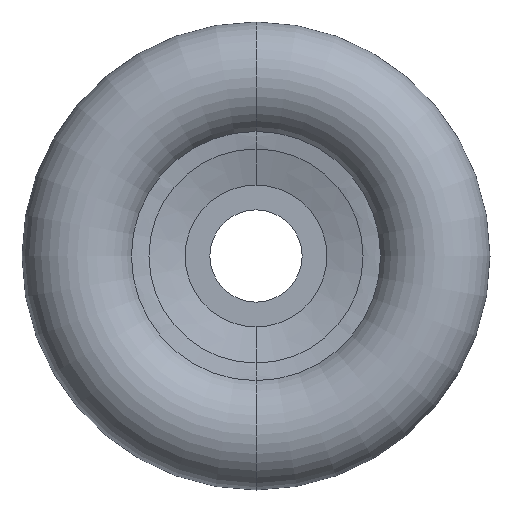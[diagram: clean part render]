
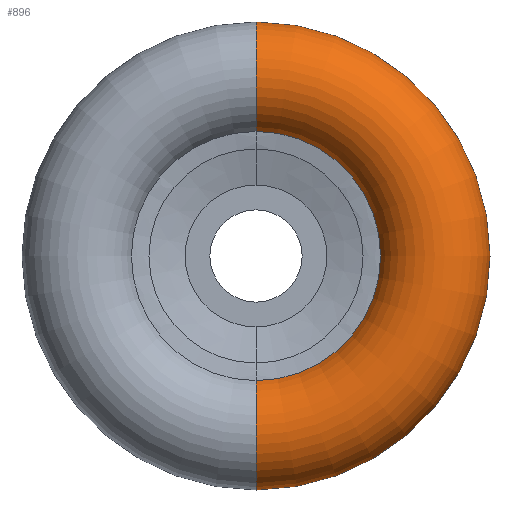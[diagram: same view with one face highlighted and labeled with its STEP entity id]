
A CAD part, front view. The second image highlights one B-rep face of the part: STEP entity #896.
In plain terms, the highlighted toroidal (fillet/blend) face has major radius 25 mm and minor radius 8 mm.
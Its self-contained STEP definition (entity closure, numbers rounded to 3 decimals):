
#35 = DIRECTION ( 'NONE',  ( -1., 0., 0. ) ) ;
#114 = ORIENTED_EDGE ( 'NONE', *, *, #955, .F. ) ;
#171 = VERTEX_POINT ( 'NONE', #280 ) ;
#226 = ORIENTED_EDGE ( 'NONE', *, *, #507, .T. ) ;
#228 = ORIENTED_EDGE ( 'NONE', *, *, #240, .F. ) ;
#232 = AXIS2_PLACEMENT_3D ( 'NONE', #727, #1065, #567 ) ;
#240 = EDGE_CURVE ( 'NONE', #171, #573, #755, .T. ) ;
#276 = CIRCLE ( 'NONE', #338, 30. ) ;
#280 = CARTESIAN_POINT ( 'NONE',  ( -20., -2.964, 17.569 ) ) ;
#315 = DIRECTION ( 'NONE',  ( 0., 0., -1. ) ) ;
#327 = CIRCLE ( 'NONE', #509, 17.569 ) ;
#337 = CIRCLE ( 'NONE', #232, 8. ) ;
#338 = AXIS2_PLACEMENT_3D ( 'NONE', #657, #824, #315 ) ;
#388 = DIRECTION ( 'NONE',  ( 0., 0., 1. ) ) ;
#389 = FACE_OUTER_BOUND ( 'NONE', #882, .T. ) ;
#396 = AXIS2_PLACEMENT_3D ( 'NONE', #502, #592, #686 ) ;
#502 = CARTESIAN_POINT ( 'NONE',  ( -20., 0., 0. ) ) ;
#507 = EDGE_CURVE ( 'NONE', #1005, #790, #337, .T. ) ;
#509 = AXIS2_PLACEMENT_3D ( 'NONE', #1011, #519, #606 ) ;
#519 = DIRECTION ( 'NONE',  ( 0., -1., 0. ) ) ;
#567 = DIRECTION ( 'NONE',  ( 0., 0., -1. ) ) ;
#573 = VERTEX_POINT ( 'NONE', #968 ) ;
#592 = DIRECTION ( 'NONE',  ( 0., 1., 0. ) ) ;
#606 = DIRECTION ( 'NONE',  ( 0., 0., -1. ) ) ;
#607 = TOROIDAL_SURFACE ( 'NONE', #396, 25., 8. ) ;
#657 = CARTESIAN_POINT ( 'NONE',  ( -20., 6.245, 0. ) ) ;
#686 = DIRECTION ( 'NONE',  ( 0., 0., 1. ) ) ;
#723 = CARTESIAN_POINT ( 'NONE',  ( -20., 0., 25. ) ) ;
#727 = CARTESIAN_POINT ( 'NONE',  ( -20., 0., -25. ) ) ;
#755 = CIRCLE ( 'NONE', #986, 8. ) ;
#790 = VERTEX_POINT ( 'NONE', #1056 ) ;
#803 = EDGE_CURVE ( 'NONE', #573, #790, #276, .T. ) ;
#824 = DIRECTION ( 'NONE',  ( 0., 1., 0. ) ) ;
#850 = ORIENTED_EDGE ( 'NONE', *, *, #803, .F. ) ;
#862 = CARTESIAN_POINT ( 'NONE',  ( -20., -2.964, -17.569 ) ) ;
#882 = EDGE_LOOP ( 'NONE', ( #114, #226, #850, #228 ) ) ;
#896 = ADVANCED_FACE ( 'NONE', ( #389 ), #607, .T. ) ;
#955 = EDGE_CURVE ( 'NONE', #1005, #171, #327, .T. ) ;
#968 = CARTESIAN_POINT ( 'NONE',  ( -20., 6.245, 30. ) ) ;
#986 = AXIS2_PLACEMENT_3D ( 'NONE', #723, #35, #388 ) ;
#1005 = VERTEX_POINT ( 'NONE', #862 ) ;
#1011 = CARTESIAN_POINT ( 'NONE',  ( -20., -2.964, 0. ) ) ;
#1056 = CARTESIAN_POINT ( 'NONE',  ( -20., 6.245, -30. ) ) ;
#1065 = DIRECTION ( 'NONE',  ( 1., 0., 0. ) ) ;
